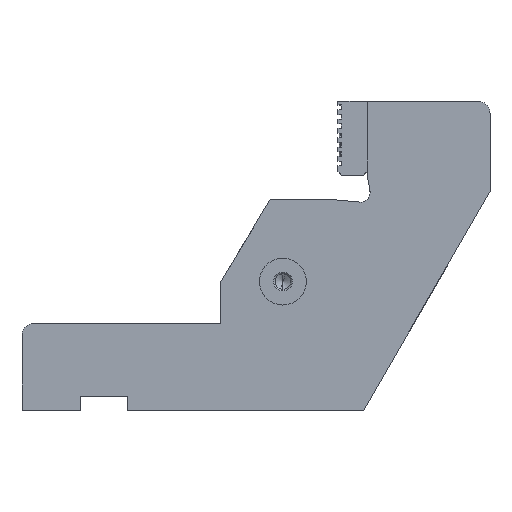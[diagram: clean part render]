
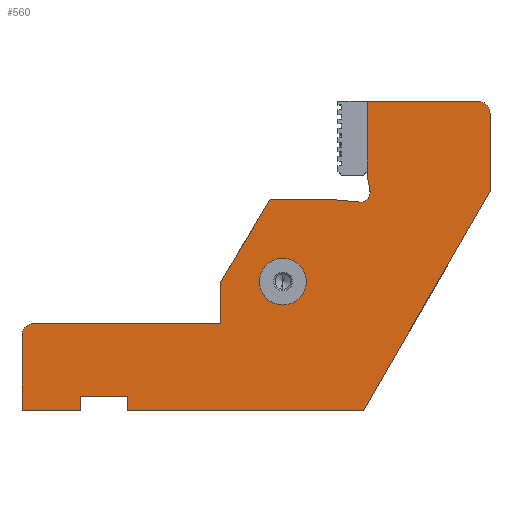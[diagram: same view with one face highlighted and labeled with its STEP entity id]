
A CAD part, top view. The second image highlights one B-rep face of the part: STEP entity #560.
In plain terms, the highlighted planar face has unit normal (0, 0, 1).
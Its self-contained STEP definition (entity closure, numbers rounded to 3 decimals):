
#560=ADVANCED_FACE('',(#1232,#1233),#1234,.T.);
#1232=FACE_BOUND('',#2028,.T.);
#1233=FACE_OUTER_BOUND('',#2029,.T.);
#1234=PLANE('',#2030);
#2028=EDGE_LOOP('',(#3467,#3468));
#2029=EDGE_LOOP('',(#3469,#3470,#3471,#3472,#3473,#3474,#3475,#3476,#3477,#3478,#3479,#3480,#3481,#3482,#3483,#3484,#3485,#3486,#3487,#3488));
#2030=AXIS2_PLACEMENT_3D('',#3489,#3490,#3491);
#3467=ORIENTED_EDGE('',*,*,#4591,.T.);
#3468=ORIENTED_EDGE('',*,*,#4934,.T.);
#3469=ORIENTED_EDGE('',*,*,#4866,.F.);
#3470=ORIENTED_EDGE('',*,*,#4875,.F.);
#3471=ORIENTED_EDGE('',*,*,#4891,.F.);
#3472=ORIENTED_EDGE('',*,*,#4886,.F.);
#3473=ORIENTED_EDGE('',*,*,#4944,.F.);
#3474=ORIENTED_EDGE('',*,*,#4857,.F.);
#3475=ORIENTED_EDGE('',*,*,#5001,.F.);
#3476=ORIENTED_EDGE('',*,*,#4996,.F.);
#3477=ORIENTED_EDGE('',*,*,#4992,.F.);
#3478=ORIENTED_EDGE('',*,*,#4988,.F.);
#3479=ORIENTED_EDGE('',*,*,#4984,.F.);
#3480=ORIENTED_EDGE('',*,*,#4980,.F.);
#3481=ORIENTED_EDGE('',*,*,#4976,.F.);
#3482=ORIENTED_EDGE('',*,*,#4578,.F.);
#3483=ORIENTED_EDGE('',*,*,#4973,.F.);
#3484=ORIENTED_EDGE('',*,*,#4969,.F.);
#3485=ORIENTED_EDGE('',*,*,#4951,.F.);
#3486=ORIENTED_EDGE('',*,*,#4957,.F.);
#3487=ORIENTED_EDGE('',*,*,#4965,.F.);
#3488=ORIENTED_EDGE('',*,*,#4959,.F.);
#3489=CARTESIAN_POINT('',(108.069,52.093,32.5));
#3490=DIRECTION('',(0.0,0.0,1.0));
#3491=DIRECTION('',(1.0,0.0,0.0));
#4578=EDGE_CURVE('',#5426,#5422,#5428,.T.);
#4591=EDGE_CURVE('',#5451,#5448,#5452,.T.);
#4857=EDGE_CURVE('',#5846,#5848,#5849,.T.);
#4866=EDGE_CURVE('',#5859,#5861,#5862,.T.);
#4875=EDGE_CURVE('',#5873,#5859,#5875,.T.);
#4886=EDGE_CURVE('',#5888,#5890,#5891,.T.);
#4891=EDGE_CURVE('',#5890,#5873,#5897,.T.);
#4934=EDGE_CURVE('',#5448,#5451,#5941,.T.);
#4944=EDGE_CURVE('',#5848,#5888,#5952,.T.);
#4951=EDGE_CURVE('',#5960,#5962,#5963,.T.);
#4957=EDGE_CURVE('',#5970,#5960,#5972,.T.);
#4959=EDGE_CURVE('',#5861,#5974,#5975,.T.);
#4965=EDGE_CURVE('',#5974,#5970,#5983,.T.);
#4969=EDGE_CURVE('',#5962,#5987,#5988,.T.);
#4973=EDGE_CURVE('',#5987,#5426,#5993,.T.);
#4976=EDGE_CURVE('',#5422,#5996,#5997,.T.);
#4980=EDGE_CURVE('',#5996,#6002,#6003,.T.);
#4984=EDGE_CURVE('',#6002,#6008,#6009,.T.);
#4988=EDGE_CURVE('',#6008,#6014,#6015,.T.);
#4992=EDGE_CURVE('',#6014,#6020,#6021,.T.);
#4996=EDGE_CURVE('',#6020,#6026,#6027,.T.);
#5001=EDGE_CURVE('',#6026,#5846,#6033,.T.);
#5422=VERTEX_POINT('',#6652);
#5426=VERTEX_POINT('',#6657);
#5428=CIRCLE('',#6660,4.0);
#5448=VERTEX_POINT('',#6684);
#5451=VERTEX_POINT('',#6688);
#5452=CIRCLE('',#6689,10.0);
#5846=VERTEX_POINT('',#7184);
#5848=VERTEX_POINT('',#7187);
#5849=LINE('',#7188,#7189);
#5859=VERTEX_POINT('',#7204);
#5861=VERTEX_POINT('',#7207);
#5862=LINE('',#7208,#7209);
#5873=VERTEX_POINT('',#7225);
#5875=LINE('',#7228,#7229);
#5888=VERTEX_POINT('',#7246);
#5890=VERTEX_POINT('',#7249);
#5891=LINE('',#7250,#7251);
#5897=LINE('',#7260,#7261);
#5941=CIRCLE('',#7307,10.0);
#5952=LINE('',#7321,#7322);
#5960=VERTEX_POINT('',#7331);
#5962=VERTEX_POINT('',#7334);
#5963=LINE('',#7335,#7336);
#5970=VERTEX_POINT('',#7346);
#5972=LINE('',#7349,#7350);
#5974=VERTEX_POINT('',#7352);
#5975=CIRCLE('',#7353,5.0);
#5983=LINE('',#7364,#7365);
#5987=VERTEX_POINT('',#7370);
#5988=LINE('',#7371,#7372);
#5993=LINE('',#7379,#7380);
#5996=VERTEX_POINT('',#7384);
#5997=CIRCLE('',#7385,4.0);
#6002=VERTEX_POINT('',#7391);
#6003=LINE('',#7392,#7393);
#6008=VERTEX_POINT('',#7400);
#6009=LINE('',#7401,#7402);
#6014=VERTEX_POINT('',#7409);
#6015=LINE('',#7410,#7411);
#6020=VERTEX_POINT('',#7418);
#6021=CIRCLE('',#7419,5.0);
#6026=VERTEX_POINT('',#7425);
#6027=LINE('',#7426,#7427);
#6033=LINE('',#7436,#7437);
#6652=CARTESIAN_POINT('',(148.76,93.005,32.5));
#6657=CARTESIAN_POINT('',(144.411,89.02,32.5));
#6660=AXIS2_PLACEMENT_3D('',#8274,#8275,#8276);
#6684=CARTESIAN_POINT('',(121.5,55.0,32.5));
#6688=CARTESIAN_POINT('',(101.5,55.0,32.5));
#6689=AXIS2_PLACEMENT_3D('',#8294,#8295,#8296);
#7184=CARTESIAN_POINT('',(146.0,0.0,32.5));
#7187=CARTESIAN_POINT('',(45.0,0.0,32.5));
#7188=CARTESIAN_POINT('',(45.0,0.0,32.5));
#7189=VECTOR('',#8657,1.0);
#7204=CARTESIAN_POINT('',(0.0,0.0,32.5));
#7207=CARTESIAN_POINT('',(0.0,32.0,32.5));
#7208=CARTESIAN_POINT('',(0.0,0.0,32.5));
#7209=VECTOR('',#8664,1.0);
#7225=CARTESIAN_POINT('',(25.0,0.0,32.5));
#7228=CARTESIAN_POINT('',(0.0,0.0,32.5));
#7229=VECTOR('',#8671,1.0);
#7246=CARTESIAN_POINT('',(45.0,6.0,32.5));
#7249=CARTESIAN_POINT('',(25.0,6.0,32.5));
#7250=CARTESIAN_POINT('',(25.0,6.0,32.5));
#7251=VECTOR('',#8686,1.0);
#7260=CARTESIAN_POINT('',(25.0,0.0,32.5));
#7261=VECTOR('',#8690,1.0);
#7307=AXIS2_PLACEMENT_3D('',#8747,#8748,#8749);
#7321=CARTESIAN_POINT('',(45.0,6.0,32.5));
#7322=VECTOR('',#8756,1.0);
#7331=CARTESIAN_POINT('',(85.0,55.0,32.5));
#7334=CARTESIAN_POINT('',(106.0,90.0,32.5));
#7335=CARTESIAN_POINT('',(85.0,55.0,32.5));
#7336=VECTOR('',#8765,1.0);
#7346=CARTESIAN_POINT('',(85.0,37.0,32.5));
#7349=CARTESIAN_POINT('',(85.0,37.0,32.5));
#7350=VECTOR('',#8770,1.0);
#7352=CARTESIAN_POINT('',(5.0,37.0,32.5));
#7353=AXIS2_PLACEMENT_3D('',#8771,#8772,#8773);
#7364=CARTESIAN_POINT('',(5.0,37.0,32.5));
#7365=VECTOR('',#8780,1.0);
#7370=CARTESIAN_POINT('',(133.207,90.0,32.5));
#7371=CARTESIAN_POINT('',(106.0,90.0,32.5));
#7372=VECTOR('',#8782,1.0);
#7379=CARTESIAN_POINT('',(133.207,90.0,32.5));
#7380=VECTOR('',#8785,1.0);
#7384=CARTESIAN_POINT('',(148.699,93.699,32.5));
#7385=AXIS2_PLACEMENT_3D('',#8787,#8788,#8789);
#7391=CARTESIAN_POINT('',(147.5,100.5,32.5));
#7392=CARTESIAN_POINT('',(147.5,100.5,32.5));
#7393=VECTOR('',#8794,1.0);
#7400=CARTESIAN_POINT('',(147.5,132.0,32.5));
#7401=CARTESIAN_POINT('',(147.5,132.0,32.5));
#7402=VECTOR('',#8797,1.0);
#7409=CARTESIAN_POINT('',(195.0,132.0,32.5));
#7410=CARTESIAN_POINT('',(195.0,132.0,32.5));
#7411=VECTOR('',#8800,1.0);
#7418=CARTESIAN_POINT('',(200.0,127.0,32.5));
#7419=AXIS2_PLACEMENT_3D('',#8803,#8804,#8805);
#7425=CARTESIAN_POINT('',(200.0,93.531,32.5));
#7426=CARTESIAN_POINT('',(200.0,93.531,32.5));
#7427=VECTOR('',#8810,1.0);
#7436=CARTESIAN_POINT('',(146.0,0.0,32.5));
#7437=VECTOR('',#8814,1.0);
#8274=CARTESIAN_POINT('',(144.76,93.005,32.5));
#8275=DIRECTION('',(0.0,0.0,1.0));
#8276=DIRECTION('',(1.0,0.0,0.0));
#8294=CARTESIAN_POINT('',(111.5,55.0,32.5));
#8295=DIRECTION('',(0.0,0.0,-1.0));
#8296=DIRECTION('',(1.0,0.0,0.0));
#8657=DIRECTION('',(-1.0,-0.0,-0.0));
#8664=DIRECTION('',(0.0,1.0,0.0));
#8671=DIRECTION('',(-1.0,-0.0,-0.0));
#8686=DIRECTION('',(-1.0,-0.0,-0.0));
#8690=DIRECTION('',(-0.0,-1.0,-0.0));
#8747=CARTESIAN_POINT('',(111.5,55.0,32.5));
#8748=DIRECTION('',(0.0,0.0,-1.0));
#8749=DIRECTION('',(1.0,0.0,0.0));
#8756=DIRECTION('',(0.0,1.0,0.0));
#8765=DIRECTION('',(0.514,0.857,0.0));
#8770=DIRECTION('',(0.0,1.0,0.0));
#8771=CARTESIAN_POINT('',(5.0,32.0,32.5));
#8772=DIRECTION('',(0.0,0.0,-1.0));
#8773=DIRECTION('',(1.0,0.0,0.0));
#8780=DIRECTION('',(1.0,0.0,0.0));
#8782=DIRECTION('',(1.0,0.0,0.0));
#8785=DIRECTION('',(0.996,-0.087,0.0));
#8787=CARTESIAN_POINT('',(144.76,93.005,32.5));
#8788=DIRECTION('',(0.0,0.0,1.0));
#8789=DIRECTION('',(1.0,0.0,0.0));
#8794=DIRECTION('',(-0.174,0.985,0.0));
#8797=DIRECTION('',(0.0,1.0,0.0));
#8800=DIRECTION('',(1.0,0.0,0.0));
#8803=CARTESIAN_POINT('',(195.0,127.0,32.5));
#8804=DIRECTION('',(0.0,0.0,-1.0));
#8805=DIRECTION('',(1.0,0.0,0.0));
#8810=DIRECTION('',(-0.0,-1.0,-0.0));
#8814=DIRECTION('',(-0.5,-0.866,-0.0));
